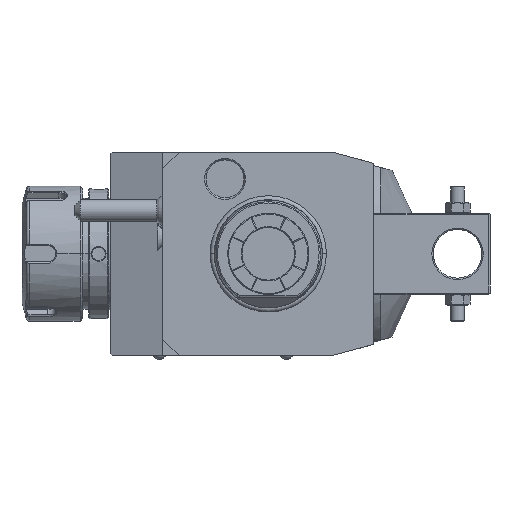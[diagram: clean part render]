
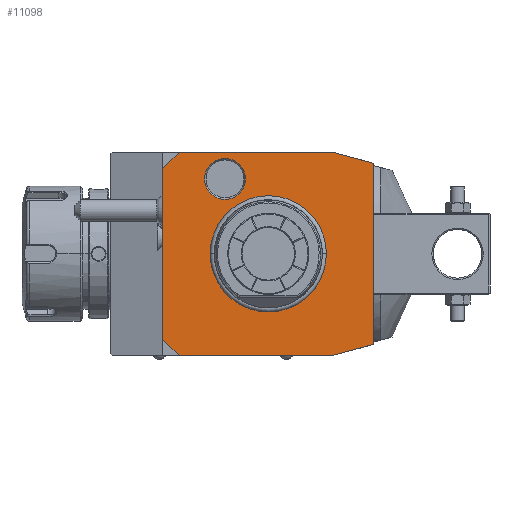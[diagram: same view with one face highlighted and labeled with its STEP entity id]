
A CAD part, front view. The second image highlights one B-rep face of the part: STEP entity #11098.
In plain terms, the highlighted planar face has unit normal (0, -1, 0).
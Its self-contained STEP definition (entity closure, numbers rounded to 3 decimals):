
#1=DIRECTION('',(-0.966,0.,0.259));
#2=VECTOR('',#1,15.529);
#3=CARTESIAN_POINT('',(39.,0.,33.481));
#4=LINE('',#3,#2);
#5=DIRECTION('',(0.,0.,1.));
#6=VECTOR('',#5,66.962);
#7=CARTESIAN_POINT('',(39.,0.,-33.481));
#8=LINE('',#7,#6);
#9=DIRECTION('',(0.966,0.,0.259));
#10=VECTOR('',#9,15.529);
#11=CARTESIAN_POINT('',(24.,0.,-37.5));
#12=LINE('',#11,#10);
#13=DIRECTION('',(1.,0.,0.));
#14=VECTOR('',#13,57.);
#15=CARTESIAN_POINT('',(-33.,0.,-37.5));
#16=LINE('',#15,#14);
#17=DIRECTION('',(0.707,0.,-0.707));
#18=VECTOR('',#17,8.485);
#19=CARTESIAN_POINT('',(-39.,0.,-31.5));
#20=LINE('',#19,#18);
#21=DIRECTION('',(0.,0.,-1.));
#22=VECTOR('',#21,63.);
#23=CARTESIAN_POINT('',(-39.,0.,31.5));
#24=LINE('',#23,#22);
#25=DIRECTION('',(-0.707,0.,-0.707));
#26=VECTOR('',#25,8.485);
#27=CARTESIAN_POINT('',(-33.,0.,37.5));
#28=LINE('',#27,#26);
#29=DIRECTION('',(-1.,0.,0.));
#30=VECTOR('',#29,57.);
#31=CARTESIAN_POINT('',(24.,0.,37.5));
#32=LINE('',#31,#30);
#33=CARTESIAN_POINT('',(-16.,0.,27.713));
#34=DIRECTION('',(0.,1.,0.));
#35=DIRECTION('',(1.,0.,0.));
#36=AXIS2_PLACEMENT_3D('',#33,#34,#35);
#38=CARTESIAN_POINT('',(-16.,0.,27.713));
#39=DIRECTION('',(0.,1.,0.));
#40=DIRECTION('',(-1.,0.,0.));
#41=AXIS2_PLACEMENT_3D('',#38,#39,#40);
#7753=CARTESIAN_POINT('',(0.,0.,0.));
#7754=DIRECTION('',(0.,1.,0.));
#7755=DIRECTION('',(-1.,0.,0.));
#7756=AXIS2_PLACEMENT_3D('',#7753,#7754,#7755);
#7758=CARTESIAN_POINT('',(0.,0.,0.));
#7759=DIRECTION('',(0.,1.,0.));
#7760=DIRECTION('',(1.,0.,0.));
#7761=AXIS2_PLACEMENT_3D('',#7758,#7759,#7760);
#9938=CARTESIAN_POINT('',(-8.423,0.,27.713));
#9939=CARTESIAN_POINT('',(-23.577,0.,27.713));
#9940=VERTEX_POINT('',#9938);
#9941=VERTEX_POINT('',#9939);
#10829=CARTESIAN_POINT('',(39.,0.,33.481));
#10830=CARTESIAN_POINT('',(24.,0.,37.5));
#10831=VERTEX_POINT('',#10829);
#10832=VERTEX_POINT('',#10830);
#10833=CARTESIAN_POINT('',(-33.,0.,37.5));
#10834=VERTEX_POINT('',#10833);
#10835=CARTESIAN_POINT('',(-39.,0.,31.5));
#10836=VERTEX_POINT('',#10835);
#10837=CARTESIAN_POINT('',(-39.,0.,-31.5));
#10838=VERTEX_POINT('',#10837);
#10839=CARTESIAN_POINT('',(-33.,0.,-37.5));
#10840=VERTEX_POINT('',#10839);
#10841=CARTESIAN_POINT('',(24.,0.,-37.5));
#10842=VERTEX_POINT('',#10841);
#10843=CARTESIAN_POINT('',(39.,0.,-33.481));
#10844=VERTEX_POINT('',#10843);
#10905=CARTESIAN_POINT('',(-21.137,0.,0.));
#10906=CARTESIAN_POINT('',(21.137,0.,0.));
#10907=VERTEX_POINT('',#10905);
#10908=VERTEX_POINT('',#10906);
#11063=CARTESIAN_POINT('',(0.,0.,0.));
#11064=DIRECTION('',(0.,-1.,0.));
#11065=DIRECTION('',(-1.,0.,0.));
#11066=AXIS2_PLACEMENT_3D('',#11063,#11064,#11065);
#11067=PLANE('',#11066);
#11069=ORIENTED_EDGE('',*,*,#11068,.F.);
#11071=ORIENTED_EDGE('',*,*,#11070,.F.);
#11073=ORIENTED_EDGE('',*,*,#11072,.F.);
#11075=ORIENTED_EDGE('',*,*,#11074,.F.);
#11077=ORIENTED_EDGE('',*,*,#11076,.F.);
#11079=ORIENTED_EDGE('',*,*,#11078,.F.);
#11081=ORIENTED_EDGE('',*,*,#11080,.F.);
#11083=ORIENTED_EDGE('',*,*,#11082,.F.);
#11084=EDGE_LOOP('',(#11069,#11071,#11073,#11075,#11077,#11079,#11081,#11083));
#11085=FACE_OUTER_BOUND('',#11084,.F.);
#11087=ORIENTED_EDGE('',*,*,#11086,.F.);
#11089=ORIENTED_EDGE('',*,*,#11088,.F.);
#11090=EDGE_LOOP('',(#11087,#11089));
#11091=FACE_BOUND('',#11090,.F.);
#11093=ORIENTED_EDGE('',*,*,#11092,.F.);
#11095=ORIENTED_EDGE('',*,*,#11094,.F.);
#11096=EDGE_LOOP('',(#11093,#11095));
#11097=FACE_BOUND('',#11096,.F.);
#37=CIRCLE('',#36,7.577);
#42=CIRCLE('',#41,7.577);
#7757=CIRCLE('',#7756,21.137);
#7762=CIRCLE('',#7761,21.137);
#11068=EDGE_CURVE('',#10831,#10832,#4,.T.);
#11070=EDGE_CURVE('',#10844,#10831,#8,.T.);
#11072=EDGE_CURVE('',#10842,#10844,#12,.T.);
#11074=EDGE_CURVE('',#10840,#10842,#16,.T.);
#11076=EDGE_CURVE('',#10838,#10840,#20,.T.);
#11078=EDGE_CURVE('',#10836,#10838,#24,.T.);
#11080=EDGE_CURVE('',#10834,#10836,#28,.T.);
#11082=EDGE_CURVE('',#10832,#10834,#32,.T.);
#11086=EDGE_CURVE('',#10907,#10908,#7757,.T.);
#11088=EDGE_CURVE('',#10908,#10907,#7762,.T.);
#11092=EDGE_CURVE('',#9940,#9941,#37,.T.);
#11094=EDGE_CURVE('',#9941,#9940,#42,.T.);
#11098=ADVANCED_FACE('',(#11085,#11091,#11097),#11067,.T.);
